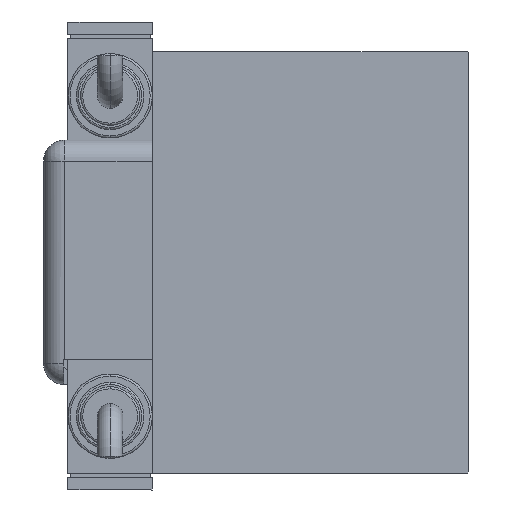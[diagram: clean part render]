
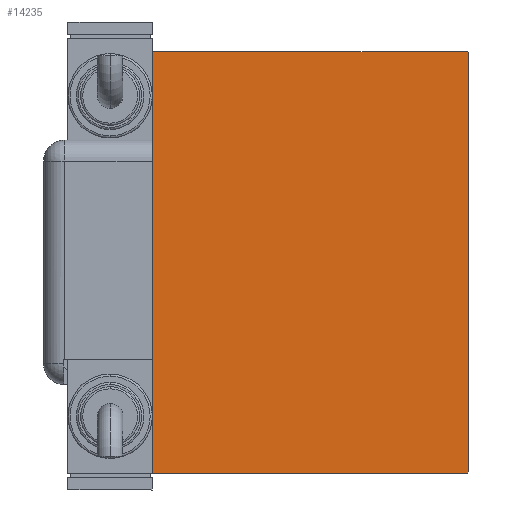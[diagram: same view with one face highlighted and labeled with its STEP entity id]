
A CAD part, left-side view. The second image highlights one B-rep face of the part: STEP entity #14235.
In plain terms, the highlighted face is planar.
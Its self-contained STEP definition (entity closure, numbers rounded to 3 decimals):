
#387 = VERTEX_POINT ( 'NONE', #3972 ) ;
#954 = AXIS2_PLACEMENT_3D ( 'NONE', #27956, #19298, #56006 ) ;
#3972 = CARTESIAN_POINT ( 'NONE',  ( 123., -37.2, -50. ) ) ;
#4097 = DIRECTION ( 'NONE',  ( 0., -1., 0. ) ) ;
#4474 = CARTESIAN_POINT ( 'NONE',  ( 123., -37.5, 49.7 ) ) ;
#4944 = CARTESIAN_POINT ( 'NONE',  ( 123., 37.5, 49.7 ) ) ;
#5902 = DIRECTION ( 'NONE',  ( 0., 0., -1. ) ) ;
#5959 = DIRECTION ( 'NONE',  ( 0., -0.707, -0.707 ) ) ;
#12497 = CARTESIAN_POINT ( 'NONE',  ( 123., -37.5, -50. ) ) ;
#13627 = CARTESIAN_POINT ( 'NONE',  ( 123., -37.5, -49.7 ) ) ;
#14235 = ADVANCED_FACE ( 'NONE', ( #28261 ), #51219, .T. ) ;
#14344 = CARTESIAN_POINT ( 'NONE',  ( 123., 37.5, -49.7 ) ) ;
#14660 = ORIENTED_EDGE ( 'NONE', *, *, #21847, .T. ) ;
#14745 = EDGE_CURVE ( 'NONE', #30733, #18360, #50477, .T. ) ;
#15723 = LINE ( 'NONE', #51238, #32377 ) ;
#17045 = LINE ( 'NONE', #35230, #40258 ) ;
#17248 = ORIENTED_EDGE ( 'NONE', *, *, #52060, .T. ) ;
#17917 = EDGE_LOOP ( 'NONE', ( #42635, #24633, #32088, #21264, #51288, #14660, #42095, #17248 ) ) ;
#18360 = VERTEX_POINT ( 'NONE', #37655 ) ;
#18558 = DIRECTION ( 'NONE',  ( 0., -0.707, 0.707 ) ) ;
#19298 = DIRECTION ( 'NONE',  ( 1., 0., 0. ) ) ;
#19467 = VECTOR ( 'NONE', #27105, 1000. ) ;
#19675 = LINE ( 'NONE', #46820, #47954 ) ;
#21264 = ORIENTED_EDGE ( 'NONE', *, *, #14745, .T. ) ;
#21847 = EDGE_CURVE ( 'NONE', #26084, #41258, #19675, .T. ) ;
#24090 = CARTESIAN_POINT ( 'NONE',  ( 123., 37.5, -50. ) ) ;
#24633 = ORIENTED_EDGE ( 'NONE', *, *, #49657, .T. ) ;
#26084 = VERTEX_POINT ( 'NONE', #54922 ) ;
#27105 = DIRECTION ( 'NONE',  ( 0., 1., 0. ) ) ;
#27223 = EDGE_CURVE ( 'NONE', #387, #49565, #44712, .T. ) ;
#27956 = CARTESIAN_POINT ( 'NONE',  ( 123., 0., 0. ) ) ;
#28261 = FACE_OUTER_BOUND ( 'NONE', #17917, .T. ) ;
#29518 = VECTOR ( 'NONE', #4097, 1000. ) ;
#30013 = VECTOR ( 'NONE', #52131, 1000. ) ;
#30733 = VERTEX_POINT ( 'NONE', #4944 ) ;
#32088 = ORIENTED_EDGE ( 'NONE', *, *, #55854, .T. ) ;
#32377 = VECTOR ( 'NONE', #5902, 1000. ) ;
#35230 = CARTESIAN_POINT ( 'NONE',  ( 123., 43.6, -43.6 ) ) ;
#37655 = CARTESIAN_POINT ( 'NONE',  ( 123., 37.2, 50. ) ) ;
#39363 = VECTOR ( 'NONE', #40280, 1000. ) ;
#40258 = VECTOR ( 'NONE', #54021, 1000. ) ;
#40280 = DIRECTION ( 'NONE',  ( 0., 0.707, -0.707 ) ) ;
#41258 = VERTEX_POINT ( 'NONE', #4474 ) ;
#41665 = EDGE_CURVE ( 'NONE', #18360, #26084, #44667, .T. ) ;
#42095 = ORIENTED_EDGE ( 'NONE', *, *, #45042, .T. ) ;
#42635 = ORIENTED_EDGE ( 'NONE', *, *, #27223, .T. ) ;
#44080 = CARTESIAN_POINT ( 'NONE',  ( 123., 37.5, 50. ) ) ;
#44667 = LINE ( 'NONE', #44080, #29518 ) ;
#44712 = LINE ( 'NONE', #12497, #19467 ) ;
#44763 = CARTESIAN_POINT ( 'NONE',  ( 123., -43.6, -43.6 ) ) ;
#45042 = EDGE_CURVE ( 'NONE', #41258, #47891, #15723, .T. ) ;
#46777 = LINE ( 'NONE', #24090, #30013 ) ;
#46820 = CARTESIAN_POINT ( 'NONE',  ( 123., -43.6, 43.6 ) ) ;
#47891 = VERTEX_POINT ( 'NONE', #13627 ) ;
#47954 = VECTOR ( 'NONE', #5959, 1000. ) ;
#48373 = CARTESIAN_POINT ( 'NONE',  ( 123., 37.2, -50. ) ) ;
#49565 = VERTEX_POINT ( 'NONE', #48373 ) ;
#49657 = EDGE_CURVE ( 'NONE', #49565, #58148, #17045, .T. ) ;
#50477 = LINE ( 'NONE', #54069, #55248 ) ;
#51219 = PLANE ( 'NONE',  #954 ) ;
#51238 = CARTESIAN_POINT ( 'NONE',  ( 123., -37.5, 50. ) ) ;
#51288 = ORIENTED_EDGE ( 'NONE', *, *, #41665, .T. ) ;
#52060 = EDGE_CURVE ( 'NONE', #47891, #387, #53424, .T. ) ;
#52131 = DIRECTION ( 'NONE',  ( 0., 0., 1. ) ) ;
#53424 = LINE ( 'NONE', #44763, #39363 ) ;
#54021 = DIRECTION ( 'NONE',  ( 0., 0.707, 0.707 ) ) ;
#54069 = CARTESIAN_POINT ( 'NONE',  ( 123., 43.6, 43.6 ) ) ;
#54922 = CARTESIAN_POINT ( 'NONE',  ( 123., -37.2, 50. ) ) ;
#55248 = VECTOR ( 'NONE', #18558, 1000. ) ;
#55854 = EDGE_CURVE ( 'NONE', #58148, #30733, #46777, .T. ) ;
#56006 = DIRECTION ( 'NONE',  ( 0., 0., -1. ) ) ;
#58148 = VERTEX_POINT ( 'NONE', #14344 ) ;
